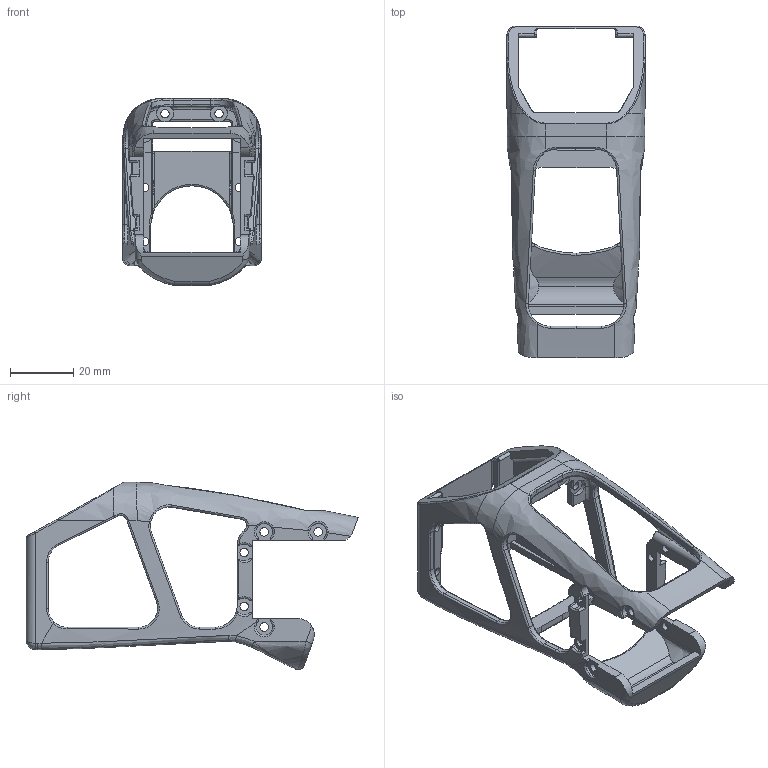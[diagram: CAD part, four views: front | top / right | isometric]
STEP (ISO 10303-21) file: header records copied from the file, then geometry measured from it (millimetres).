
FILE_DESCRIPTION (( 'STEP AP203' ), '1' );
FILE_NAME ('upper_arm.STEP', '2014-06-04T13:30:56', ( '' ), ( '' ), 'SwSTEP 2.0', 'SolidWorks 2013', '' );
FILE_SCHEMA (( 'CONFIG_CONTROL_DESIGN' ));
Length unit declared in the file: millimetre
Products named in the file (1): upper_arm
Bounding box: 43.6 x 104.74 x 59.08 mm (x, y, z)
Volume: 17603.5 mm3; surface area: 17387 mm2
Topology: 1 solids, 1 shells, 651 faces, 1742 edges, 1056 vertices
Faces by surface type: bspline 253, cylinder 233, plane 98, torus 41, sphere 26
Entity records: 32960 total; most frequent: CARTESIAN_POINT 18699, ORIENTED_EDGE 3448, DIRECTION 2368, EDGE_CURVE 1724, VERTEX_POINT 1054, AXIS2_PLACEMENT_3D 944, EDGE_LOOP 686, B_SPLINE_CURVE_WITH_KNOTS 666
